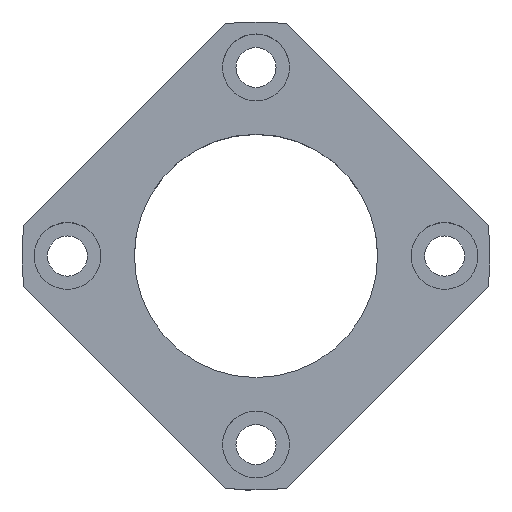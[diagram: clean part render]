
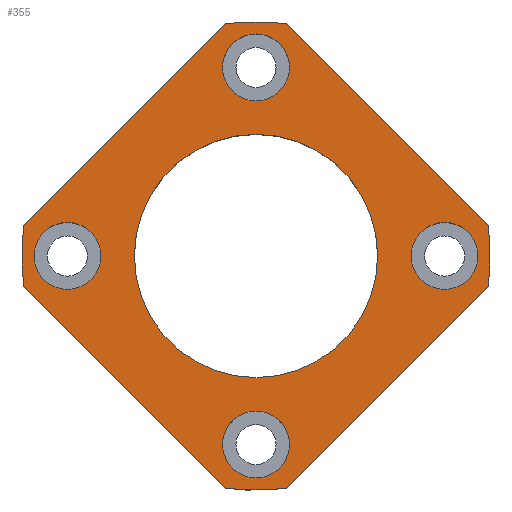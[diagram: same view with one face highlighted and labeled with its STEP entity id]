
A CAD part, top view. The second image highlights one B-rep face of the part: STEP entity #355.
In plain terms, the highlighted planar face has unit normal (0, 0, 1).
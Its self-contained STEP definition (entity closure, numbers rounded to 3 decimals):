
#3 = CARTESIAN_POINT ( 'NONE',  ( 0., 31., 0. ) ) ;
#6 = AXIS2_PLACEMENT_3D ( 'NONE', #764, #695, #608 ) ;
#9 = CARTESIAN_POINT ( 'NONE',  ( 5.5, -31., 0. ) ) ;
#12 = CARTESIAN_POINT ( 'NONE',  ( 0., 0., 0. ) ) ;
#16 = ORIENTED_EDGE ( 'NONE', *, *, #469, .T. ) ;
#20 = VERTEX_POINT ( 'NONE', #332 ) ;
#25 = DIRECTION ( 'NONE',  ( 0., 0., 1. ) ) ;
#26 = FACE_BOUND ( 'NONE', #288, .T. ) ;
#33 = CARTESIAN_POINT ( 'NONE',  ( -31., 0., 0. ) ) ;
#40 = AXIS2_PLACEMENT_3D ( 'NONE', #320, #244, #172 ) ;
#45 = FACE_BOUND ( 'NONE', #157, .T. ) ;
#47 = CARTESIAN_POINT ( 'NONE',  ( 0., 0., 0. ) ) ;
#52 = EDGE_LOOP ( 'NONE', ( #104, #399, #233, #634, #144, #750, #91, #16 ) ) ;
#55 = EDGE_LOOP ( 'NONE', ( #122 ) ) ;
#65 = EDGE_CURVE ( 'NONE', #544, #20, #418, .T. ) ;
#70 = PLANE ( 'NONE',  #6 ) ;
#73 = DIRECTION ( 'NONE',  ( 0., -1., 0. ) ) ;
#80 = FACE_BOUND ( 'NONE', #55, .T. ) ;
#82 = VERTEX_POINT ( 'NONE', #9 ) ;
#86 = CARTESIAN_POINT ( 'NONE',  ( 38.18, 4.954, 0. ) ) ;
#91 = ORIENTED_EDGE ( 'NONE', *, *, #297, .T. ) ;
#94 = CARTESIAN_POINT ( 'NONE',  ( 0., 0., 0. ) ) ;
#95 = CIRCLE ( 'NONE', #441, 5.5 ) ;
#103 = CARTESIAN_POINT ( 'NONE',  ( -38.18, -4.954, 0. ) ) ;
#104 = ORIENTED_EDGE ( 'NONE', *, *, #581, .T. ) ;
#106 = ORIENTED_EDGE ( 'NONE', *, *, #289, .F. ) ;
#113 = FACE_OUTER_BOUND ( 'NONE', #52, .T. ) ;
#116 = DIRECTION ( 'NONE',  ( -0.707, -0.707, 0. ) ) ;
#118 = CARTESIAN_POINT ( 'NONE',  ( 5.5, 31., 0. ) ) ;
#122 = ORIENTED_EDGE ( 'NONE', *, *, #171, .F. ) ;
#125 = VERTEX_POINT ( 'NONE', #362 ) ;
#142 = DIRECTION ( 'NONE',  ( 0., 0., 1. ) ) ;
#144 = ORIENTED_EDGE ( 'NONE', *, *, #337, .T. ) ;
#153 = AXIS2_PLACEMENT_3D ( 'NONE', #443, #361, #277 ) ;
#157 = EDGE_LOOP ( 'NONE', ( #593 ) ) ;
#158 = EDGE_LOOP ( 'NONE', ( #106 ) ) ;
#161 = AXIS2_PLACEMENT_3D ( 'NONE', #12, #708, #628 ) ;
#169 = EDGE_CURVE ( 'NONE', #20, #125, #263, .T. ) ;
#171 = EDGE_CURVE ( 'NONE', #739, #739, #363, .T. ) ;
#172 = DIRECTION ( 'NONE',  ( 0., -1., 0. ) ) ;
#184 = CARTESIAN_POINT ( 'NONE',  ( 4.954, 38.18, 0. ) ) ;
#188 = EDGE_CURVE ( 'NONE', #125, #287, #738, .T. ) ;
#189 = AXIS2_PLACEMENT_3D ( 'NONE', #587, #498, #415 ) ;
#191 = CARTESIAN_POINT ( 'NONE',  ( -4.954, 38.18, 0. ) ) ;
#192 = VERTEX_POINT ( 'NONE', #118 ) ;
#217 = CARTESIAN_POINT ( 'NONE',  ( 0., 0., 0. ) ) ;
#227 = EDGE_CURVE ( 'NONE', #394, #417, #419, .T. ) ;
#233 = ORIENTED_EDGE ( 'NONE', *, *, #169, .T. ) ;
#244 = DIRECTION ( 'NONE',  ( 0., 0., 1. ) ) ;
#263 = LINE ( 'NONE', #191, #767 ) ;
#274 = VERTEX_POINT ( 'NONE', #412 ) ;
#277 = DIRECTION ( 'NONE',  ( 1., 0., 0. ) ) ;
#286 = DIRECTION ( 'NONE',  ( 0.707, -0.707, 0. ) ) ;
#287 = VERTEX_POINT ( 'NONE', #103 ) ;
#288 = EDGE_LOOP ( 'NONE', ( #700 ) ) ;
#289 = EDGE_CURVE ( 'NONE', #558, #558, #95, .T. ) ;
#297 = EDGE_CURVE ( 'NONE', #417, #274, #565, .T. ) ;
#310 = VERTEX_POINT ( 'NONE', #86 ) ;
#320 = CARTESIAN_POINT ( 'NONE',  ( 0., 0., 0. ) ) ;
#328 = CARTESIAN_POINT ( 'NONE',  ( -4.954, -38.18, 0. ) ) ;
#332 = CARTESIAN_POINT ( 'NONE',  ( -4.954, 38.18, 0. ) ) ;
#337 = EDGE_CURVE ( 'NONE', #287, #394, #452, .T. ) ;
#355 = ADVANCED_FACE ( 'NONE', ( #688, #756, #26, #45, #80, #113 ), #70, .F. ) ;
#361 = DIRECTION ( 'NONE',  ( 0., 0., 1. ) ) ;
#362 = CARTESIAN_POINT ( 'NONE',  ( -38.18, 4.954, 0. ) ) ;
#363 = CIRCLE ( 'NONE', #698, 20. ) ;
#369 = EDGE_LOOP ( 'NONE', ( #511 ) ) ;
#371 = CARTESIAN_POINT ( 'NONE',  ( -38.18, -4.954, 0. ) ) ;
#385 = AXIS2_PLACEMENT_3D ( 'NONE', #217, #142, #73 ) ;
#386 = EDGE_CURVE ( 'NONE', #82, #82, #543, .T. ) ;
#393 = DIRECTION ( 'NONE',  ( 0.707, 0.707, 0. ) ) ;
#394 = VERTEX_POINT ( 'NONE', #328 ) ;
#399 = ORIENTED_EDGE ( 'NONE', *, *, #65, .T. ) ;
#401 = DIRECTION ( 'NONE',  ( -0.707, 0.707, 0. ) ) ;
#412 = CARTESIAN_POINT ( 'NONE',  ( 38.18, -4.954, 0. ) ) ;
#415 = DIRECTION ( 'NONE',  ( 1., 0., 0. ) ) ;
#417 = VERTEX_POINT ( 'NONE', #734 ) ;
#418 = CIRCLE ( 'NONE', #656, 38.5 ) ;
#419 = CIRCLE ( 'NONE', #161, 38.5 ) ;
#429 = CARTESIAN_POINT ( 'NONE',  ( 36.5, 0., 0. ) ) ;
#441 = AXIS2_PLACEMENT_3D ( 'NONE', #33, #729, #653 ) ;
#443 = CARTESIAN_POINT ( 'NONE',  ( 31., 0., 0. ) ) ;
#452 = LINE ( 'NONE', #371, #663 ) ;
#465 = CARTESIAN_POINT ( 'NONE',  ( -25.5, 0., 0. ) ) ;
#469 = EDGE_CURVE ( 'NONE', #274, #310, #609, .T. ) ;
#473 = CARTESIAN_POINT ( 'NONE',  ( 38.18, -4.954, 0. ) ) ;
#480 = CARTESIAN_POINT ( 'NONE',  ( 4.954, 38.18, 0. ) ) ;
#498 = DIRECTION ( 'NONE',  ( 0., 0., 1. ) ) ;
#511 = ORIENTED_EDGE ( 'NONE', *, *, #723, .F. ) ;
#513 = VERTEX_POINT ( 'NONE', #429 ) ;
#543 = CIRCLE ( 'NONE', #189, 5.5 ) ;
#544 = VERTEX_POINT ( 'NONE', #184 ) ;
#553 = VECTOR ( 'NONE', #393, 1000. ) ;
#558 = VERTEX_POINT ( 'NONE', #465 ) ;
#565 = LINE ( 'NONE', #473, #553 ) ;
#572 = LINE ( 'NONE', #480, #707 ) ;
#581 = EDGE_CURVE ( 'NONE', #310, #544, #572, .T. ) ;
#587 = CARTESIAN_POINT ( 'NONE',  ( 0., -31., 0. ) ) ;
#593 = ORIENTED_EDGE ( 'NONE', *, *, #645, .F. ) ;
#608 = DIRECTION ( 'NONE',  ( 0., 1., 0. ) ) ;
#609 = CIRCLE ( 'NONE', #385, 38.5 ) ;
#614 = AXIS2_PLACEMENT_3D ( 'NONE', #3, #701, #619 ) ;
#619 = DIRECTION ( 'NONE',  ( 1., 0., 0. ) ) ;
#628 = DIRECTION ( 'NONE',  ( 0., -1., 0. ) ) ;
#634 = ORIENTED_EDGE ( 'NONE', *, *, #188, .T. ) ;
#645 = EDGE_CURVE ( 'NONE', #513, #513, #672, .T. ) ;
#653 = DIRECTION ( 'NONE',  ( 1., 0., 0. ) ) ;
#656 = AXIS2_PLACEMENT_3D ( 'NONE', #94, #25, #720 ) ;
#663 = VECTOR ( 'NONE', #286, 1000. ) ;
#664 = CIRCLE ( 'NONE', #614, 5.5 ) ;
#665 = CARTESIAN_POINT ( 'NONE',  ( 20., 0., 0. ) ) ;
#668 = DIRECTION ( 'NONE',  ( 1., 0., 0. ) ) ;
#672 = CIRCLE ( 'NONE', #153, 5.5 ) ;
#688 = FACE_BOUND ( 'NONE', #369, .T. ) ;
#695 = DIRECTION ( 'NONE',  ( 0., 0., -1. ) ) ;
#698 = AXIS2_PLACEMENT_3D ( 'NONE', #47, #744, #668 ) ;
#700 = ORIENTED_EDGE ( 'NONE', *, *, #386, .F. ) ;
#701 = DIRECTION ( 'NONE',  ( 0., 0., 1. ) ) ;
#707 = VECTOR ( 'NONE', #401, 1000. ) ;
#708 = DIRECTION ( 'NONE',  ( 0., 0., 1. ) ) ;
#720 = DIRECTION ( 'NONE',  ( 0., -1., 0. ) ) ;
#723 = EDGE_CURVE ( 'NONE', #192, #192, #664, .T. ) ;
#729 = DIRECTION ( 'NONE',  ( 0., 0., 1. ) ) ;
#734 = CARTESIAN_POINT ( 'NONE',  ( 4.954, -38.18, 0. ) ) ;
#738 = CIRCLE ( 'NONE', #40, 38.5 ) ;
#739 = VERTEX_POINT ( 'NONE', #665 ) ;
#744 = DIRECTION ( 'NONE',  ( 0., 0., 1. ) ) ;
#750 = ORIENTED_EDGE ( 'NONE', *, *, #227, .T. ) ;
#756 = FACE_BOUND ( 'NONE', #158, .T. ) ;
#764 = CARTESIAN_POINT ( 'NONE',  ( 0., 38.5, 0. ) ) ;
#767 = VECTOR ( 'NONE', #116, 1000. ) ;
